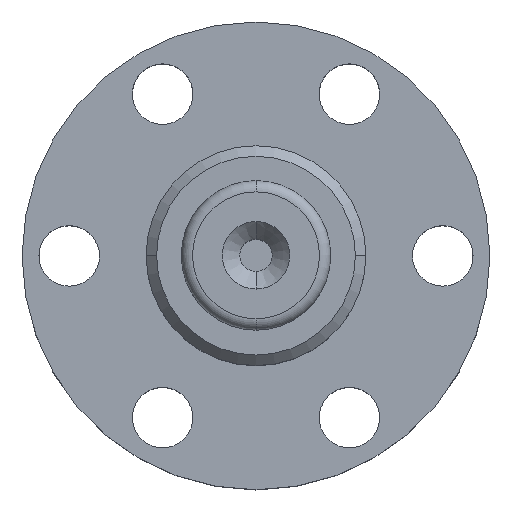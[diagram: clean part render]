
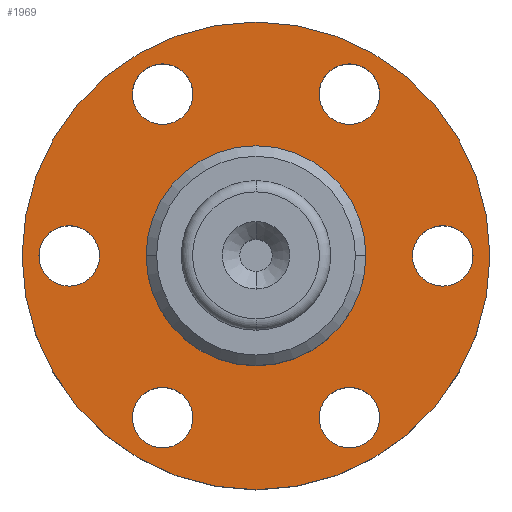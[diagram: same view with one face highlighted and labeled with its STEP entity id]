
A CAD part, top view. The second image highlights one B-rep face of the part: STEP entity #1969.
In plain terms, the highlighted planar face has unit normal (0, 0, 1).
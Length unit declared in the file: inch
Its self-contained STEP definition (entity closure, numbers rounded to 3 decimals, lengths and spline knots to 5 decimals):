
#1319=CARTESIAN_POINT('',(0.,0.,0.35));
#1320=DIRECTION('',(0.,0.,1.));
#1321=DIRECTION('',(1.,0.,0.));
#1322=AXIS2_PLACEMENT_3D('',#1319,#1320,#1321);
#1324=CARTESIAN_POINT('',(0.,0.,0.35));
#1325=DIRECTION('',(0.,0.,1.));
#1326=DIRECTION('',(-1.,0.,0.));
#1327=AXIS2_PLACEMENT_3D('',#1324,#1325,#1326);
#1329=CARTESIAN_POINT('',(0.,0.,0.35));
#1330=DIRECTION('',(0.,0.,1.));
#1331=DIRECTION('',(1.,0.,0.));
#1332=AXIS2_PLACEMENT_3D('',#1329,#1330,#1331);
#1334=CARTESIAN_POINT('',(0.,0.,0.35));
#1335=DIRECTION('',(0.,0.,1.));
#1336=DIRECTION('',(-1.,0.,0.));
#1337=AXIS2_PLACEMENT_3D('',#1334,#1335,#1336);
#1339=CARTESIAN_POINT('',(0.2655,0.45986,0.35));
#1340=DIRECTION('',(0.,0.,-1.));
#1341=DIRECTION('',(-1.,0.,0.));
#1342=AXIS2_PLACEMENT_3D('',#1339,#1340,#1341);
#1344=CARTESIAN_POINT('',(0.2655,0.45986,0.35));
#1345=DIRECTION('',(0.,0.,-1.));
#1346=DIRECTION('',(1.,0.,0.));
#1347=AXIS2_PLACEMENT_3D('',#1344,#1345,#1346);
#1349=CARTESIAN_POINT('',(-0.2655,0.45986,0.35));
#1350=DIRECTION('',(0.,0.,-1.));
#1351=DIRECTION('',(-0.5,-0.866,0.));
#1352=AXIS2_PLACEMENT_3D('',#1349,#1350,#1351);
#1354=CARTESIAN_POINT('',(-0.2655,0.45986,0.35));
#1355=DIRECTION('',(0.,0.,-1.));
#1356=DIRECTION('',(0.5,0.866,0.));
#1357=AXIS2_PLACEMENT_3D('',#1354,#1355,#1356);
#1359=CARTESIAN_POINT('',(-0.531,0.,0.35));
#1360=DIRECTION('',(0.,0.,-1.));
#1361=DIRECTION('',(0.5,-0.866,0.));
#1362=AXIS2_PLACEMENT_3D('',#1359,#1360,#1361);
#1364=CARTESIAN_POINT('',(-0.531,0.,0.35));
#1365=DIRECTION('',(0.,0.,-1.));
#1366=DIRECTION('',(-0.5,0.866,0.));
#1367=AXIS2_PLACEMENT_3D('',#1364,#1365,#1366);
#1369=CARTESIAN_POINT('',(-0.2655,-0.45986,0.35));
#1370=DIRECTION('',(0.,0.,-1.));
#1371=DIRECTION('',(1.,0.,0.));
#1372=AXIS2_PLACEMENT_3D('',#1369,#1370,#1371);
#1374=CARTESIAN_POINT('',(-0.2655,-0.45986,0.35));
#1375=DIRECTION('',(0.,0.,-1.));
#1376=DIRECTION('',(-1.,0.,0.));
#1377=AXIS2_PLACEMENT_3D('',#1374,#1375,#1376);
#1379=CARTESIAN_POINT('',(0.2655,-0.45986,0.35));
#1380=DIRECTION('',(0.,0.,-1.));
#1381=DIRECTION('',(0.5,0.866,0.));
#1382=AXIS2_PLACEMENT_3D('',#1379,#1380,#1381);
#1384=CARTESIAN_POINT('',(0.2655,-0.45986,0.35));
#1385=DIRECTION('',(0.,0.,-1.));
#1386=DIRECTION('',(-0.5,-0.866,0.));
#1387=AXIS2_PLACEMENT_3D('',#1384,#1385,#1386);
#1389=CARTESIAN_POINT('',(0.531,0.,0.35));
#1390=DIRECTION('',(0.,0.,-1.));
#1391=DIRECTION('',(-0.5,0.866,0.));
#1392=AXIS2_PLACEMENT_3D('',#1389,#1390,#1391);
#1394=CARTESIAN_POINT('',(0.531,0.,0.35));
#1395=DIRECTION('',(0.,0.,-1.));
#1396=DIRECTION('',(0.5,-0.866,0.));
#1397=AXIS2_PLACEMENT_3D('',#1394,#1395,#1396);
#1777=CARTESIAN_POINT('',(0.665,0.,0.35));
#1778=CARTESIAN_POINT('',(-0.665,0.,0.35));
#1779=VERTEX_POINT('',#1777);
#1780=VERTEX_POINT('',#1778);
#1781=CARTESIAN_POINT('',(0.3125,0.,0.35));
#1782=CARTESIAN_POINT('',(-0.3125,0.,0.35));
#1783=VERTEX_POINT('',#1781);
#1784=VERTEX_POINT('',#1782);
#1809=CARTESIAN_POINT('',(0.1795,0.45986,0.35));
#1810=CARTESIAN_POINT('',(0.3515,0.45986,0.35));
#1811=VERTEX_POINT('',#1809);
#1812=VERTEX_POINT('',#1810);
#1813=CARTESIAN_POINT('',(-0.3085,0.38538,0.35));
#1814=CARTESIAN_POINT('',(-0.2225,0.53434,0.35));
#1815=VERTEX_POINT('',#1813);
#1816=VERTEX_POINT('',#1814);
#1817=CARTESIAN_POINT('',(-0.488,-0.07448,0.35));
#1818=CARTESIAN_POINT('',(-0.574,0.07448,0.35));
#1819=VERTEX_POINT('',#1817);
#1820=VERTEX_POINT('',#1818);
#1821=CARTESIAN_POINT('',(-0.1795,-0.45986,0.35));
#1822=CARTESIAN_POINT('',(-0.3515,-0.45986,0.35));
#1823=VERTEX_POINT('',#1821);
#1824=VERTEX_POINT('',#1822);
#1825=CARTESIAN_POINT('',(0.3085,-0.38538,0.35));
#1826=CARTESIAN_POINT('',(0.2225,-0.53434,0.35));
#1827=VERTEX_POINT('',#1825);
#1828=VERTEX_POINT('',#1826);
#1829=CARTESIAN_POINT('',(0.488,0.07448,0.35));
#1830=CARTESIAN_POINT('',(0.574,-0.07448,0.35));
#1831=VERTEX_POINT('',#1829);
#1832=VERTEX_POINT('',#1830);
#1917=CARTESIAN_POINT('',(0.,0.,0.35));
#1918=DIRECTION('',(0.,0.,1.));
#1919=DIRECTION('',(1.,0.,0.));
#1920=AXIS2_PLACEMENT_3D('',#1917,#1918,#1919);
#1921=PLANE('',#1920);
#1923=ORIENTED_EDGE('',*,*,#1922,.F.);
#1925=ORIENTED_EDGE('',*,*,#1924,.F.);
#1926=EDGE_LOOP('',(#1923,#1925));
#1927=FACE_OUTER_BOUND('',#1926,.F.);
#1929=ORIENTED_EDGE('',*,*,#1928,.T.);
#1931=ORIENTED_EDGE('',*,*,#1930,.T.);
#1932=EDGE_LOOP('',(#1929,#1931));
#1933=FACE_BOUND('',#1932,.F.);
#1934=ORIENTED_EDGE('',*,*,#1906,.F.);
#1936=ORIENTED_EDGE('',*,*,#1935,.F.);
#1937=EDGE_LOOP('',(#1934,#1936));
#1938=FACE_BOUND('',#1937,.F.);
#1940=ORIENTED_EDGE('',*,*,#1939,.F.);
#1942=ORIENTED_EDGE('',*,*,#1941,.F.);
#1943=EDGE_LOOP('',(#1940,#1942));
#1944=FACE_BOUND('',#1943,.F.);
#1946=ORIENTED_EDGE('',*,*,#1945,.F.);
#1948=ORIENTED_EDGE('',*,*,#1947,.F.);
#1949=EDGE_LOOP('',(#1946,#1948));
#1950=FACE_BOUND('',#1949,.F.);
#1952=ORIENTED_EDGE('',*,*,#1951,.F.);
#1954=ORIENTED_EDGE('',*,*,#1953,.F.);
#1955=EDGE_LOOP('',(#1952,#1954));
#1956=FACE_BOUND('',#1955,.F.);
#1958=ORIENTED_EDGE('',*,*,#1957,.F.);
#1960=ORIENTED_EDGE('',*,*,#1959,.F.);
#1961=EDGE_LOOP('',(#1958,#1960));
#1962=FACE_BOUND('',#1961,.F.);
#1964=ORIENTED_EDGE('',*,*,#1963,.F.);
#1966=ORIENTED_EDGE('',*,*,#1965,.F.);
#1967=EDGE_LOOP('',(#1964,#1966));
#1968=FACE_BOUND('',#1967,.F.);
#1969=ADVANCED_FACE('',(#1927,#1933,#1938,#1944,#1950,#1956,#1962,#1968),#1921,
.T.);
#1323=CIRCLE('',#1322,0.665);
#1328=CIRCLE('',#1327,0.665);
#1333=CIRCLE('',#1332,0.3125);
#1338=CIRCLE('',#1337,0.3125);
#1343=CIRCLE('',#1342,0.086);
#1348=CIRCLE('',#1347,0.086);
#1353=CIRCLE('',#1352,0.086);
#1358=CIRCLE('',#1357,0.086);
#1363=CIRCLE('',#1362,0.086);
#1368=CIRCLE('',#1367,0.086);
#1373=CIRCLE('',#1372,0.086);
#1378=CIRCLE('',#1377,0.086);
#1383=CIRCLE('',#1382,0.086);
#1388=CIRCLE('',#1387,0.086);
#1393=CIRCLE('',#1392,0.086);
#1398=CIRCLE('',#1397,0.086);
#1906=EDGE_CURVE('',#1811,#1812,#1343,.T.);
#1922=EDGE_CURVE('',#1779,#1780,#1323,.T.);
#1924=EDGE_CURVE('',#1780,#1779,#1328,.T.);
#1928=EDGE_CURVE('',#1783,#1784,#1333,.T.);
#1930=EDGE_CURVE('',#1784,#1783,#1338,.T.);
#1935=EDGE_CURVE('',#1812,#1811,#1348,.T.);
#1939=EDGE_CURVE('',#1815,#1816,#1353,.T.);
#1941=EDGE_CURVE('',#1816,#1815,#1358,.T.);
#1945=EDGE_CURVE('',#1819,#1820,#1363,.T.);
#1947=EDGE_CURVE('',#1820,#1819,#1368,.T.);
#1951=EDGE_CURVE('',#1823,#1824,#1373,.T.);
#1953=EDGE_CURVE('',#1824,#1823,#1378,.T.);
#1957=EDGE_CURVE('',#1827,#1828,#1383,.T.);
#1959=EDGE_CURVE('',#1828,#1827,#1388,.T.);
#1963=EDGE_CURVE('',#1831,#1832,#1393,.T.);
#1965=EDGE_CURVE('',#1832,#1831,#1398,.T.);
